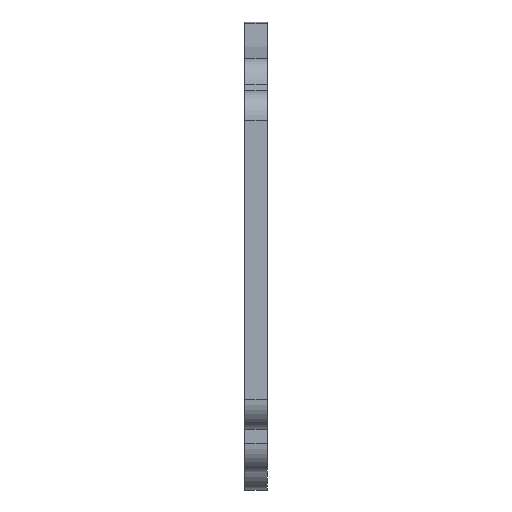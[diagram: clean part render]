
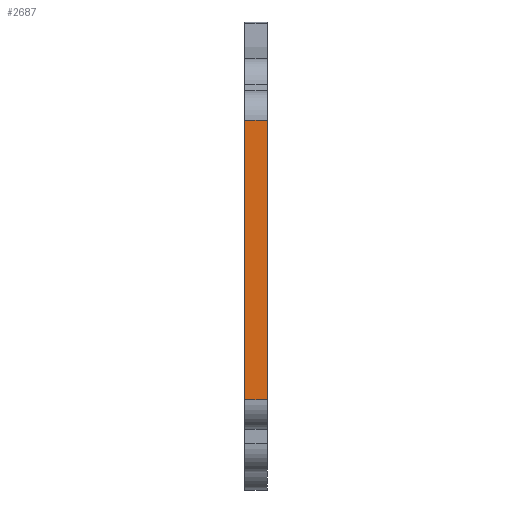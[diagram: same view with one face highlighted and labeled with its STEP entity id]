
A CAD part, left-side view. The second image highlights one B-rep face of the part: STEP entity #2687.
In plain terms, the highlighted face is planar.
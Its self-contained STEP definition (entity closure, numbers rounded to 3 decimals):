
#40=PLANE('',#2854);
#122=FACE_OUTER_BOUND('',#263,.T.);
#263=EDGE_LOOP('',(#1811,#1812,#1813,#1814));
#414=LINE('',#3961,#699);
#415=LINE('',#3963,#700);
#416=LINE('',#3965,#701);
#417=LINE('',#3966,#702);
#699=VECTOR('',#3147,10.);
#700=VECTOR('',#3148,10.);
#701=VECTOR('',#3149,10.);
#702=VECTOR('',#3150,10.);
#1112=VERTEX_POINT('',#3959);
#1113=VERTEX_POINT('',#3960);
#1114=VERTEX_POINT('',#3962);
#1115=VERTEX_POINT('',#3964);
#1392=EDGE_CURVE('',#1112,#1113,#414,.T.);
#1393=EDGE_CURVE('',#1114,#1113,#415,.T.);
#1394=EDGE_CURVE('',#1115,#1114,#416,.T.);
#1395=EDGE_CURVE('',#1115,#1112,#417,.T.);
#1811=ORIENTED_EDGE('',*,*,#1392,.T.);
#1812=ORIENTED_EDGE('',*,*,#1393,.F.);
#1813=ORIENTED_EDGE('',*,*,#1394,.F.);
#1814=ORIENTED_EDGE('',*,*,#1395,.T.);
#2687=ADVANCED_FACE('',(#122),#40,.F.);
#2854=AXIS2_PLACEMENT_3D('',#3958,#3145,#3146);
#3145=DIRECTION('center_axis',(-1.,0.,0.));
#3146=DIRECTION('ref_axis',(0.,0.,1.));
#3147=DIRECTION('',(0.,0.,1.));
#3148=DIRECTION('',(0.,1.,0.));
#3149=DIRECTION('',(0.,0.,1.));
#3150=DIRECTION('',(0.,1.,0.));
#3958=CARTESIAN_POINT('Origin',(162.5,0.,-126.1));
#3959=CARTESIAN_POINT('',(162.5,9.01,-126.1));
#3960=CARTESIAN_POINT('',(162.5,9.01,-49.9));
#3961=CARTESIAN_POINT('',(162.5,9.01,-107.603));
#3962=CARTESIAN_POINT('',(162.5,3.,-49.9));
#3963=CARTESIAN_POINT('',(162.5,0.,-49.9));
#3964=CARTESIAN_POINT('',(162.5,3.,-126.1));
#3965=CARTESIAN_POINT('',(162.5,3.,-107.603));
#3966=CARTESIAN_POINT('',(162.5,0.,-126.1));
